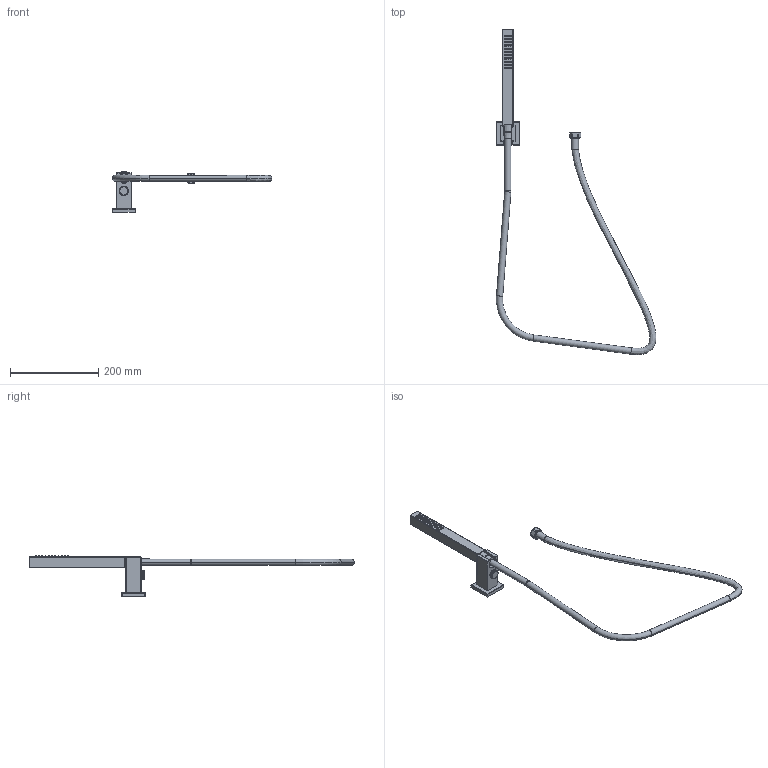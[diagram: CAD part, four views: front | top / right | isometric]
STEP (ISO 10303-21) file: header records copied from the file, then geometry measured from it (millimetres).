
FILE_DESCRIPTION((''),'2;1');
FILE_NAME('280P','2020-12-11T09:34:53',('jinson.thomas'),(''),'CREO PARAMETRIC BY PTC INC, 2018400','CREO PARAMETRIC BY PTC INC, 2018400','');
FILE_SCHEMA(('CONFIG_CONTROL_DESIGN'));
Products named in the file (1): 280P
Bounding box: 362.24 x 737.12 x 91.3 mm (x, y, z)
Volume: 466494.6 mm3; surface area: 103673.1 mm2
Topology: 2 solids, 2 shells, 678 faces, 1531 edges, 958 vertices
Faces by surface type: bspline 274, cone 163, cylinder 113, plane 82, torus 30, sphere 16
Entity records: 56319 total; most frequent: CARTESIAN_POINT 42853, ORIENTED_EDGE 3062, DIRECTION 2193, EDGE_CURVE 1531, VERTEX_POINT 958, AXIS2_PLACEMENT_3D 874, EDGE_LOOP 779, FACE_OUTER_BOUND 678
